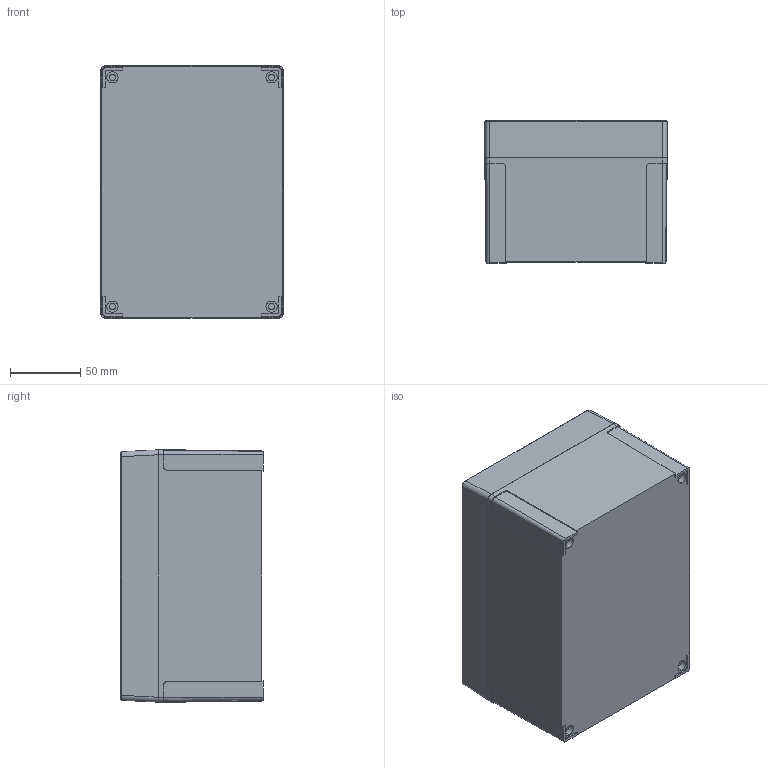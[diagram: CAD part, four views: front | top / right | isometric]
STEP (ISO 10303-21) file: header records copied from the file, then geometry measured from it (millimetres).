
FILE_DESCRIPTION (( 'STEP AP214' ), '1' );
FILE_NAME ('6013334_FIBOX_MNX_PC_150_100_XHG.STEP', '2023-02-16T13:11:06', ( '' ), ( '' ), 'SwSTEP 2.0', 'SolidWorks 2021', '' );
FILE_SCHEMA (( 'AUTOMOTIVE_DESIGN' ));
Length unit declared in the file: millimetre
Products named in the file (4): 6013334_FIBOX_MNX_PC_150_100_XHG; FIBOX_MNX15025C; FIBOX_MNX150XHB; FIBOX_MNXSS14551H
Assembly tree (6 placements, depth 2):
  6013334_FIBOX_MNX_PC_150_100_XHG
    FIBOX_MNX150XHB
    FIBOX_MNX15025C
    FIBOX_MNXSS14551H  x4
Bounding box: 130.1 x 101.6 x 180.1 mm (x, y, z)
Volume: 393333.7 mm3; surface area: 226753.3 mm2
Topology: 6 solids, 6 shells, 522 faces, 1301 edges, 854 vertices
Faces by surface type: plane 326, cylinder 156, cone 36, bspline 4
Entity records: 13427 total; most frequent: CARTESIAN_POINT 2582, DIRECTION 2243, ORIENTED_EDGE 2194, EDGE_CURVE 1097, AXIS2_PLACEMENT_3D 771, VERTEX_POINT 722, VECTOR 701, LINE 701
